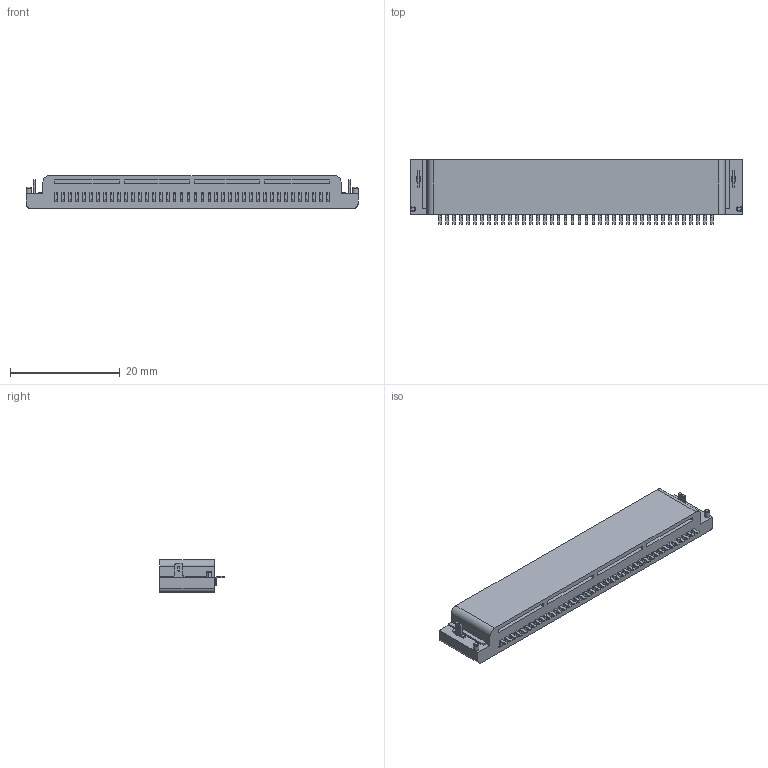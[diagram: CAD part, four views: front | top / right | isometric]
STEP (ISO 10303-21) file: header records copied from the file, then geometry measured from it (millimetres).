
FILE_DESCRIPTION(('STEP AP214'),'2;1');
FILE_NAME('Open CASCADE Shape Model','2025-01-13T16:22:40',(''),(''), 'Open CASCADE STEP processor 7.6','SolidWorks 2014','Unknown');
FILE_SCHEMA(('AUTOMOTIVE_DESIGN_CC2 { 1 2 10303 214 -1 1 5 4 }'));
Products named in the file (1): Microbitعؓ_³p抽
Bounding box: 60.6 x 11.8 x 6 mm (x, y, z)
Volume: 2586.7 mm3; surface area: 4381.2 mm2
Topology: 1 solids, 1 shells, 2020 faces, 5867 edges, 3894 vertices
Faces by surface type: plane 1378, cylinder 638, bspline 4
Entity records: 68710 total; most frequent: CARTESIAN_POINT 12962, ORIENTED_EDGE 11734, DIRECTION 10777, EDGE_CURVE 5867, LINE 4335, VECTOR 4335, VERTEX_POINT 3894, AXIS2_PLACEMENT_3D 3221
